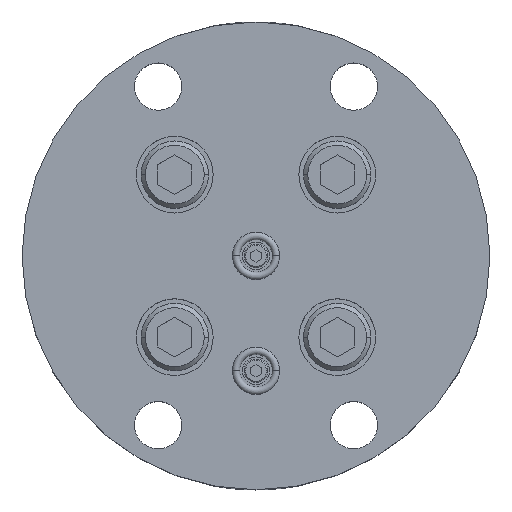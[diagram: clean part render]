
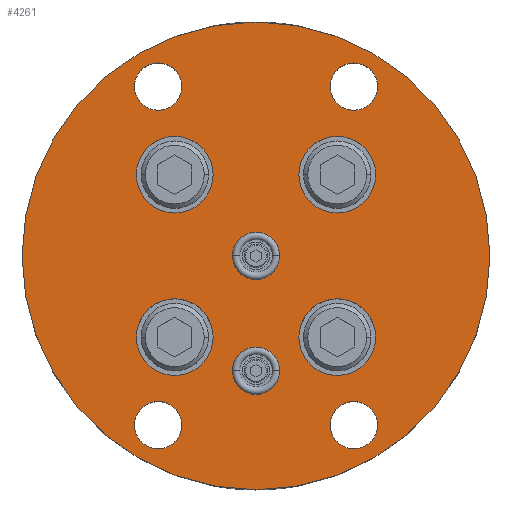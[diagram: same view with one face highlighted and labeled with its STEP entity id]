
A CAD part, top view. The second image highlights one B-rep face of the part: STEP entity #4261.
In plain terms, the highlighted planar face has unit normal (0, 0, 1).
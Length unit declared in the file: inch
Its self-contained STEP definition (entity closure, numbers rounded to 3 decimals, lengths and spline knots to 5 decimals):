
#196=CARTESIAN_POINT('',(0.,0.,1.18));
#197=DIRECTION('',(0.,0.,1.));
#198=DIRECTION('',(1.,0.,0.));
#199=AXIS2_PLACEMENT_3D('',#196,#197,#198);
#201=CARTESIAN_POINT('',(0.,0.,1.18));
#202=DIRECTION('',(0.,0.,1.));
#203=DIRECTION('',(-1.,0.,0.));
#204=AXIS2_PLACEMENT_3D('',#201,#202,#203);
#206=CARTESIAN_POINT('',(0.906,1.567,1.18));
#207=DIRECTION('',(0.,0.,1.));
#208=DIRECTION('',(1.,0.,0.));
#209=AXIS2_PLACEMENT_3D('',#206,#207,#208);
#211=CARTESIAN_POINT('',(0.906,1.567,1.18));
#212=DIRECTION('',(0.,0.,1.));
#213=DIRECTION('',(-1.,0.,0.));
#214=AXIS2_PLACEMENT_3D('',#211,#212,#213);
#216=CARTESIAN_POINT('',(-0.906,1.567,1.18));
#217=DIRECTION('',(0.,0.,1.));
#218=DIRECTION('',(1.,0.,0.));
#219=AXIS2_PLACEMENT_3D('',#216,#217,#218);
#221=CARTESIAN_POINT('',(-0.906,1.567,1.18));
#222=DIRECTION('',(0.,0.,1.));
#223=DIRECTION('',(-1.,0.,0.));
#224=AXIS2_PLACEMENT_3D('',#221,#222,#223);
#226=CARTESIAN_POINT('',(-0.906,-1.567,1.18));
#227=DIRECTION('',(0.,0.,1.));
#228=DIRECTION('',(1.,0.,0.));
#229=AXIS2_PLACEMENT_3D('',#226,#227,#228);
#231=CARTESIAN_POINT('',(-0.906,-1.567,1.18));
#232=DIRECTION('',(0.,0.,1.));
#233=DIRECTION('',(-1.,0.,0.));
#234=AXIS2_PLACEMENT_3D('',#231,#232,#233);
#236=CARTESIAN_POINT('',(0.906,-1.567,1.18));
#237=DIRECTION('',(0.,0.,1.));
#238=DIRECTION('',(1.,0.,0.));
#239=AXIS2_PLACEMENT_3D('',#236,#237,#238);
#241=CARTESIAN_POINT('',(0.906,-1.567,1.18));
#242=DIRECTION('',(0.,0.,1.));
#243=DIRECTION('',(-1.,0.,0.));
#244=AXIS2_PLACEMENT_3D('',#241,#242,#243);
#246=CARTESIAN_POINT('',(-0.752,0.752,1.18));
#247=DIRECTION('',(0.,0.,1.));
#248=DIRECTION('',(1.,0.,0.));
#249=AXIS2_PLACEMENT_3D('',#246,#247,#248);
#251=CARTESIAN_POINT('',(-0.752,0.752,1.18));
#252=DIRECTION('',(0.,0.,1.));
#253=DIRECTION('',(-1.,0.,0.));
#254=AXIS2_PLACEMENT_3D('',#251,#252,#253);
#256=CARTESIAN_POINT('',(0.752,0.752,1.18));
#257=DIRECTION('',(0.,0.,1.));
#258=DIRECTION('',(1.,0.,0.));
#259=AXIS2_PLACEMENT_3D('',#256,#257,#258);
#261=CARTESIAN_POINT('',(0.752,0.752,1.18));
#262=DIRECTION('',(0.,0.,1.));
#263=DIRECTION('',(-1.,0.,0.));
#264=AXIS2_PLACEMENT_3D('',#261,#262,#263);
#266=CARTESIAN_POINT('',(0.752,-0.752,1.18));
#267=DIRECTION('',(0.,0.,1.));
#268=DIRECTION('',(1.,0.,0.));
#269=AXIS2_PLACEMENT_3D('',#266,#267,#268);
#271=CARTESIAN_POINT('',(0.752,-0.752,1.18));
#272=DIRECTION('',(0.,0.,1.));
#273=DIRECTION('',(-1.,0.,0.));
#274=AXIS2_PLACEMENT_3D('',#271,#272,#273);
#276=CARTESIAN_POINT('',(-0.752,-0.752,1.18));
#277=DIRECTION('',(0.,0.,1.));
#278=DIRECTION('',(1.,0.,0.));
#279=AXIS2_PLACEMENT_3D('',#276,#277,#278);
#281=CARTESIAN_POINT('',(-0.752,-0.752,1.18));
#282=DIRECTION('',(0.,0.,1.));
#283=DIRECTION('',(-1.,0.,0.));
#284=AXIS2_PLACEMENT_3D('',#281,#282,#283);
#286=CARTESIAN_POINT('',(0.,0.,1.18));
#287=DIRECTION('',(0.,0.,-1.));
#288=DIRECTION('',(0.,1.,0.));
#289=AXIS2_PLACEMENT_3D('',#286,#287,#288);
#291=CARTESIAN_POINT('',(0.,0.,1.18));
#292=DIRECTION('',(0.,0.,-1.));
#293=DIRECTION('',(0.,-1.,0.));
#294=AXIS2_PLACEMENT_3D('',#291,#292,#293);
#296=CARTESIAN_POINT('',(0.,-1.063,1.18));
#297=DIRECTION('',(0.,0.,-1.));
#298=DIRECTION('',(0.,1.,0.));
#299=AXIS2_PLACEMENT_3D('',#296,#297,#298);
#301=CARTESIAN_POINT('',(0.,-1.063,1.18));
#302=DIRECTION('',(0.,0.,-1.));
#303=DIRECTION('',(0.,-1.,0.));
#304=AXIS2_PLACEMENT_3D('',#301,#302,#303);
#3350=CARTESIAN_POINT('',(2.165,0.,1.18));
#3351=CARTESIAN_POINT('',(-2.165,0.,1.18));
#3352=VERTEX_POINT('',#3350);
#3353=VERTEX_POINT('',#3351);
#3370=CARTESIAN_POINT('',(1.125,1.567,1.18));
#3371=CARTESIAN_POINT('',(0.687,1.567,1.18));
#3372=VERTEX_POINT('',#3370);
#3373=VERTEX_POINT('',#3371);
#3374=CARTESIAN_POINT('',(-0.687,1.567,1.18));
#3375=CARTESIAN_POINT('',(-1.125,1.567,1.18));
#3376=VERTEX_POINT('',#3374);
#3377=VERTEX_POINT('',#3375);
#3378=CARTESIAN_POINT('',(-0.687,-1.567,1.18));
#3379=CARTESIAN_POINT('',(-1.125,-1.567,1.18));
#3380=VERTEX_POINT('',#3378);
#3381=VERTEX_POINT('',#3379);
#3382=CARTESIAN_POINT('',(1.125,-1.567,1.18));
#3383=CARTESIAN_POINT('',(0.687,-1.567,1.18));
#3384=VERTEX_POINT('',#3382);
#3385=VERTEX_POINT('',#3383);
#3402=CARTESIAN_POINT('',(-0.397,0.752,1.18));
#3403=CARTESIAN_POINT('',(-1.107,0.752,1.18));
#3404=VERTEX_POINT('',#3402);
#3405=VERTEX_POINT('',#3403);
#3406=CARTESIAN_POINT('',(1.107,0.752,1.18));
#3407=CARTESIAN_POINT('',(0.397,0.752,1.18));
#3408=VERTEX_POINT('',#3406);
#3409=VERTEX_POINT('',#3407);
#3410=CARTESIAN_POINT('',(1.107,-0.752,1.18));
#3411=CARTESIAN_POINT('',(0.397,-0.752,1.18));
#3412=VERTEX_POINT('',#3410);
#3413=VERTEX_POINT('',#3411);
#3414=CARTESIAN_POINT('',(-0.397,-0.752,1.18));
#3415=CARTESIAN_POINT('',(-1.107,-0.752,1.18));
#3416=VERTEX_POINT('',#3414);
#3417=VERTEX_POINT('',#3415);
#3500=CARTESIAN_POINT('',(0.,0.219,1.18));
#3501=CARTESIAN_POINT('',(0.,-0.219,1.18));
#3502=VERTEX_POINT('',#3500);
#3503=VERTEX_POINT('',#3501);
#3516=CARTESIAN_POINT('',(0.,-0.844,1.18));
#3517=CARTESIAN_POINT('',(0.,-1.282,1.18));
#3518=VERTEX_POINT('',#3516);
#3519=VERTEX_POINT('',#3517);
#4191=CARTESIAN_POINT('',(0.,0.,1.18));
#4192=DIRECTION('',(0.,0.,1.));
#4193=DIRECTION('',(1.,0.,0.));
#4194=AXIS2_PLACEMENT_3D('',#4191,#4192,#4193);
#4195=PLANE('',#4194);
#4197=ORIENTED_EDGE('',*,*,#4196,.F.);
#4199=ORIENTED_EDGE('',*,*,#4198,.F.);
#4200=EDGE_LOOP('',(#4197,#4199));
#4201=FACE_OUTER_BOUND('',#4200,.F.);
#4203=ORIENTED_EDGE('',*,*,#4202,.T.);
#4205=ORIENTED_EDGE('',*,*,#4204,.T.);
#4206=EDGE_LOOP('',(#4203,#4205));
#4207=FACE_BOUND('',#4206,.F.);
#4209=ORIENTED_EDGE('',*,*,#4208,.T.);
#4211=ORIENTED_EDGE('',*,*,#4210,.T.);
#4212=EDGE_LOOP('',(#4209,#4211));
#4213=FACE_BOUND('',#4212,.F.);
#4215=ORIENTED_EDGE('',*,*,#4214,.T.);
#4217=ORIENTED_EDGE('',*,*,#4216,.T.);
#4218=EDGE_LOOP('',(#4215,#4217));
#4219=FACE_BOUND('',#4218,.F.);
#4221=ORIENTED_EDGE('',*,*,#4220,.T.);
#4223=ORIENTED_EDGE('',*,*,#4222,.T.);
#4224=EDGE_LOOP('',(#4221,#4223));
#4225=FACE_BOUND('',#4224,.F.);
#4227=ORIENTED_EDGE('',*,*,#4226,.T.);
#4229=ORIENTED_EDGE('',*,*,#4228,.T.);
#4230=EDGE_LOOP('',(#4227,#4229));
#4231=FACE_BOUND('',#4230,.F.);
#4232=ORIENTED_EDGE('',*,*,#4181,.T.);
#4234=ORIENTED_EDGE('',*,*,#4233,.T.);
#4235=EDGE_LOOP('',(#4232,#4234));
#4236=FACE_BOUND('',#4235,.F.);
#4238=ORIENTED_EDGE('',*,*,#4237,.T.);
#4240=ORIENTED_EDGE('',*,*,#4239,.T.);
#4241=EDGE_LOOP('',(#4238,#4240));
#4242=FACE_BOUND('',#4241,.F.);
#4244=ORIENTED_EDGE('',*,*,#4243,.T.);
#4246=ORIENTED_EDGE('',*,*,#4245,.T.);
#4247=EDGE_LOOP('',(#4244,#4246));
#4248=FACE_BOUND('',#4247,.F.);
#4250=ORIENTED_EDGE('',*,*,#4249,.F.);
#4252=ORIENTED_EDGE('',*,*,#4251,.F.);
#4253=EDGE_LOOP('',(#4250,#4252));
#4254=FACE_BOUND('',#4253,.F.);
#4256=ORIENTED_EDGE('',*,*,#4255,.F.);
#4258=ORIENTED_EDGE('',*,*,#4257,.F.);
#4259=EDGE_LOOP('',(#4256,#4258));
#4260=FACE_BOUND('',#4259,.F.);
#200=CIRCLE('',#199,2.165);
#205=CIRCLE('',#204,2.165);
#210=CIRCLE('',#209,0.219);
#215=CIRCLE('',#214,0.219);
#220=CIRCLE('',#219,0.219);
#225=CIRCLE('',#224,0.219);
#230=CIRCLE('',#229,0.219);
#235=CIRCLE('',#234,0.219);
#240=CIRCLE('',#239,0.219);
#245=CIRCLE('',#244,0.219);
#250=CIRCLE('',#249,0.355);
#255=CIRCLE('',#254,0.355);
#260=CIRCLE('',#259,0.355);
#265=CIRCLE('',#264,0.355);
#270=CIRCLE('',#269,0.355);
#275=CIRCLE('',#274,0.355);
#280=CIRCLE('',#279,0.355);
#285=CIRCLE('',#284,0.355);
#290=CIRCLE('',#289,0.219);
#295=CIRCLE('',#294,0.219);
#300=CIRCLE('',#299,0.219);
#305=CIRCLE('',#304,0.219);
#4181=EDGE_CURVE('',#3408,#3409,#260,.T.);
#4196=EDGE_CURVE('',#3352,#3353,#200,.T.);
#4198=EDGE_CURVE('',#3353,#3352,#205,.T.);
#4202=EDGE_CURVE('',#3372,#3373,#210,.T.);
#4204=EDGE_CURVE('',#3373,#3372,#215,.T.);
#4208=EDGE_CURVE('',#3376,#3377,#220,.T.);
#4210=EDGE_CURVE('',#3377,#3376,#225,.T.);
#4214=EDGE_CURVE('',#3380,#3381,#230,.T.);
#4216=EDGE_CURVE('',#3381,#3380,#235,.T.);
#4220=EDGE_CURVE('',#3384,#3385,#240,.T.);
#4222=EDGE_CURVE('',#3385,#3384,#245,.T.);
#4226=EDGE_CURVE('',#3404,#3405,#250,.T.);
#4228=EDGE_CURVE('',#3405,#3404,#255,.T.);
#4233=EDGE_CURVE('',#3409,#3408,#265,.T.);
#4237=EDGE_CURVE('',#3412,#3413,#270,.T.);
#4239=EDGE_CURVE('',#3413,#3412,#275,.T.);
#4243=EDGE_CURVE('',#3416,#3417,#280,.T.);
#4245=EDGE_CURVE('',#3417,#3416,#285,.T.);
#4249=EDGE_CURVE('',#3502,#3503,#290,.T.);
#4251=EDGE_CURVE('',#3503,#3502,#295,.T.);
#4255=EDGE_CURVE('',#3518,#3519,#300,.T.);
#4257=EDGE_CURVE('',#3519,#3518,#305,.T.);
#4261=ADVANCED_FACE('',(#4201,#4207,#4213,#4219,#4225,#4231,#4236,#4242,#4248,
#4254,#4260),#4195,.T.);
